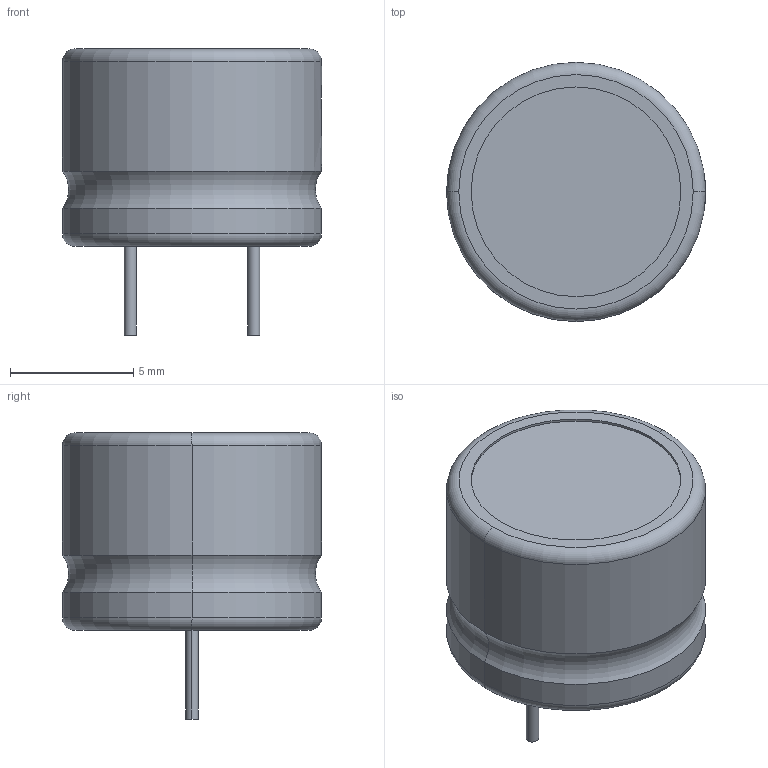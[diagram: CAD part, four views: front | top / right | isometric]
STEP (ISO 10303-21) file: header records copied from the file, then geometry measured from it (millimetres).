
FILE_DESCRIPTION((''),'2;1');
FILE_NAME('CAPPR500-1050X800.stp','2011-03-07T15:37:52',(''),(''),'Mechanical Desktop 2011','Mechanical Desktop 2011',', , ');
FILE_SCHEMA(('AUTOMOTIVE_DESIGN { 1 2 10303 214 1 1 1 1 }'));
Length unit declared in the file: millimetre
Products named in the file (1): Product
Bounding box: 10.5 x 10.5 x 11.6 mm (x, y, z)
Volume: 671.1 mm3; surface area: 684.5 mm2
Topology: 6 solids, 6 shells, 45 faces, 85 edges, 54 vertices
Faces by surface type: plane 20, cylinder 19, torus 6
Entity records: 1202 total; most frequent: DIRECTION 229, CARTESIAN_POINT 185, ORIENTED_EDGE 170, AXIS2_PLACEMENT_3D 98, EDGE_CURVE 85, VERTEX_POINT 54, CIRCLE 52, EDGE_LOOP 47
